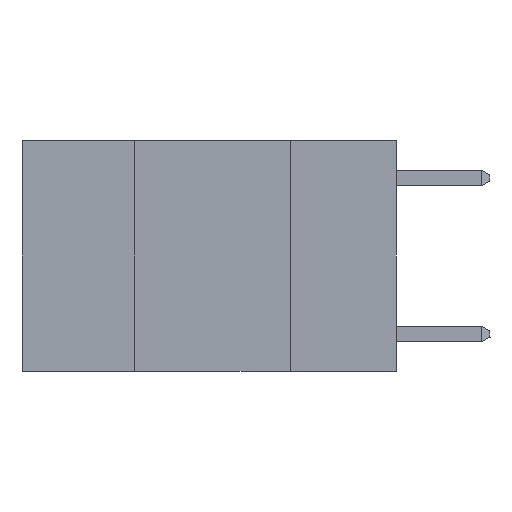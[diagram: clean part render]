
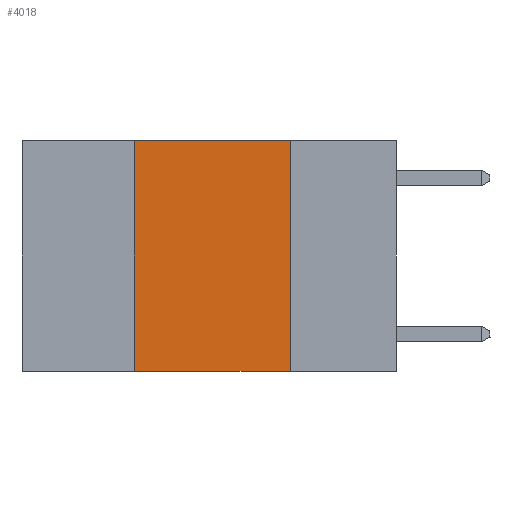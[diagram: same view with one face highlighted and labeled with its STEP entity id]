
A CAD part, left-side view. The second image highlights one B-rep face of the part: STEP entity #4018.
In plain terms, the highlighted planar face has unit normal (-1, 0, 0).
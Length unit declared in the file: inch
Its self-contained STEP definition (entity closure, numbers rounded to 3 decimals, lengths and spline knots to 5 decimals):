
#347 = VECTOR ( 'NONE', #4836, 39.37008 ) ;
#931 = VERTEX_POINT ( 'NONE', #4784 ) ;
#1379 = VERTEX_POINT ( 'NONE', #8789 ) ;
#1792 = CARTESIAN_POINT ( 'NONE',  ( 0., 0.6, 0. ) ) ;
#2667 = CARTESIAN_POINT ( 'NONE',  ( 0., 0.42, 0. ) ) ;
#3065 = VECTOR ( 'NONE', #15075, 39.37008 ) ;
#3404 = CARTESIAN_POINT ( 'NONE',  ( 0., 0.42, -0.37 ) ) ;
#4018 = ADVANCED_FACE ( 'NONE', ( #9036 ), #24527, .F. ) ;
#4241 = ORIENTED_EDGE ( 'NONE', *, *, #23591, .F. ) ;
#4784 = CARTESIAN_POINT ( 'NONE',  ( 0., 0.17, -0.37 ) ) ;
#4836 = DIRECTION ( 'NONE',  ( 0., 0., 1. ) ) ;
#6542 = VECTOR ( 'NONE', #11113, 39.37008 ) ;
#7041 = CARTESIAN_POINT ( 'NONE',  ( 0., 0.17, 0. ) ) ;
#8206 = DIRECTION ( 'NONE',  ( 0., -1., 0. ) ) ;
#8234 = LINE ( 'NONE', #1792, #13245 ) ;
#8789 = CARTESIAN_POINT ( 'NONE',  ( 0., 0.42, 0. ) ) ;
#9036 = FACE_OUTER_BOUND ( 'NONE', #26098, .T. ) ;
#11113 = DIRECTION ( 'NONE',  ( 0., 0., -1. ) ) ;
#11649 = CARTESIAN_POINT ( 'NONE',  ( 0., 0.17, 0. ) ) ;
#11788 = CARTESIAN_POINT ( 'NONE',  ( 0., 0.6, 0. ) ) ;
#11849 = AXIS2_PLACEMENT_3D ( 'NONE', #11788, #26560, #13991 ) ;
#12180 = EDGE_CURVE ( 'NONE', #1379, #14076, #8234, .T. ) ;
#12911 = CARTESIAN_POINT ( 'NONE',  ( 0., 0.6, -0.37 ) ) ;
#13128 = LINE ( 'NONE', #12911, #3065 ) ;
#13245 = VECTOR ( 'NONE', #8206, 39.37008 ) ;
#13991 = DIRECTION ( 'NONE',  ( 0., 0., -1. ) ) ;
#14076 = VERTEX_POINT ( 'NONE', #11649 ) ;
#14163 = ORIENTED_EDGE ( 'NONE', *, *, #12180, .F. ) ;
#15075 = DIRECTION ( 'NONE',  ( 0., -1., 0. ) ) ;
#16691 = ORIENTED_EDGE ( 'NONE', *, *, #22891, .F. ) ;
#17557 = LINE ( 'NONE', #2667, #347 ) ;
#17930 = LINE ( 'NONE', #7041, #6542 ) ;
#17945 = EDGE_CURVE ( 'NONE', #25191, #931, #13128, .T. ) ;
#20454 = ORIENTED_EDGE ( 'NONE', *, *, #17945, .T. ) ;
#22891 = EDGE_CURVE ( 'NONE', #14076, #931, #17930, .T. ) ;
#23591 = EDGE_CURVE ( 'NONE', #25191, #1379, #17557, .T. ) ;
#24527 = PLANE ( 'NONE',  #11849 ) ;
#25191 = VERTEX_POINT ( 'NONE', #3404 ) ;
#26098 = EDGE_LOOP ( 'NONE', ( #16691, #14163, #4241, #20454 ) ) ;
#26560 = DIRECTION ( 'NONE',  ( 1., 0., 0. ) ) ;
